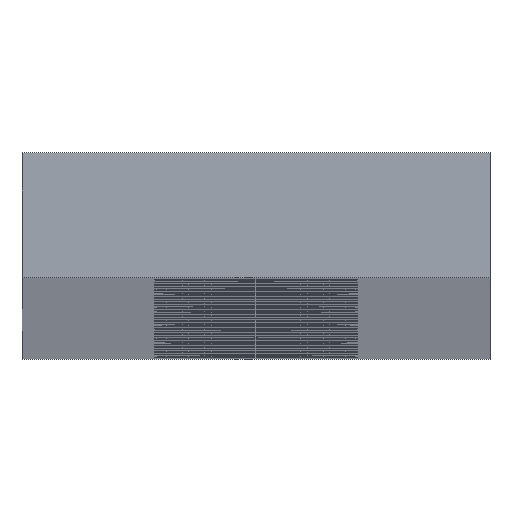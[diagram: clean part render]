
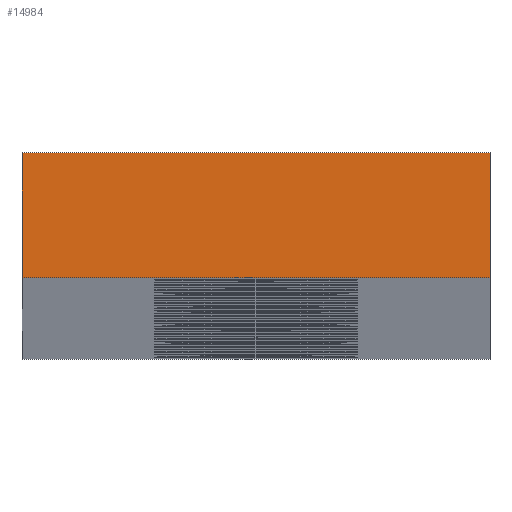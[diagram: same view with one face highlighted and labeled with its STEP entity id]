
A CAD part, top view. The second image highlights one B-rep face of the part: STEP entity #14984.
In plain terms, the highlighted planar face has unit normal (0, 0, 1).
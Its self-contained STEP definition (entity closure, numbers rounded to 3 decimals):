
#1315 = EDGE_CURVE ( 'NONE', #10765, #15478, #11697, .T. ) ;
#1497 = CARTESIAN_POINT ( 'NONE',  ( 15., -4., 1500. ) ) ;
#1625 = LINE ( 'NONE', #9835, #5545 ) ;
#1682 = CARTESIAN_POINT ( 'NONE',  ( -15., 4., 1500. ) ) ;
#1841 = VERTEX_POINT ( 'NONE', #6586 ) ;
#2109 = ORIENTED_EDGE ( 'NONE', *, *, #4752, .F. ) ;
#3089 = EDGE_CURVE ( 'NONE', #10727, #1841, #4112, .T. ) ;
#3240 = EDGE_LOOP ( 'NONE', ( #8974, #12069, #2109, #7050 ) ) ;
#3325 = AXIS2_PLACEMENT_3D ( 'NONE', #1682, #15275, #14213 ) ;
#3639 = DIRECTION ( 'NONE',  ( 0., -1., 0. ) ) ;
#4112 = LINE ( 'NONE', #4683, #13547 ) ;
#4683 = CARTESIAN_POINT ( 'NONE',  ( -15., 4., 1500. ) ) ;
#4752 = EDGE_CURVE ( 'NONE', #10727, #10765, #11856, .T. ) ;
#5116 = CARTESIAN_POINT ( 'NONE',  ( -15., 4., 1500. ) ) ;
#5545 = VECTOR ( 'NONE', #12304, 1000. ) ;
#5655 = CARTESIAN_POINT ( 'NONE',  ( -15., 4., 1500. ) ) ;
#5687 = VECTOR ( 'NONE', #10603, 1000. ) ;
#6335 = CARTESIAN_POINT ( 'NONE',  ( 15., 4., 1500. ) ) ;
#6586 = CARTESIAN_POINT ( 'NONE',  ( -15., -4., 1500. ) ) ;
#6594 = FACE_OUTER_BOUND ( 'NONE', #3240, .T. ) ;
#7050 = ORIENTED_EDGE ( 'NONE', *, *, #3089, .T. ) ;
#7097 = DIRECTION ( 'NONE',  ( 0., -1., 0. ) ) ;
#8444 = EDGE_CURVE ( 'NONE', #1841, #15478, #1625, .T. ) ;
#8974 = ORIENTED_EDGE ( 'NONE', *, *, #8444, .T. ) ;
#9572 = VECTOR ( 'NONE', #7097, 1000. ) ;
#9835 = CARTESIAN_POINT ( 'NONE',  ( -15., -4., 1500. ) ) ;
#10273 = PLANE ( 'NONE',  #3325 ) ;
#10603 = DIRECTION ( 'NONE',  ( 1., 0., 0. ) ) ;
#10727 = VERTEX_POINT ( 'NONE', #5116 ) ;
#10765 = VERTEX_POINT ( 'NONE', #13663 ) ;
#11697 = LINE ( 'NONE', #6335, #9572 ) ;
#11856 = LINE ( 'NONE', #5655, #5687 ) ;
#12069 = ORIENTED_EDGE ( 'NONE', *, *, #1315, .F. ) ;
#12304 = DIRECTION ( 'NONE',  ( 1., 0., 0. ) ) ;
#13547 = VECTOR ( 'NONE', #3639, 1000. ) ;
#13663 = CARTESIAN_POINT ( 'NONE',  ( 15., 4., 1500. ) ) ;
#14213 = DIRECTION ( 'NONE',  ( -1., 0., 0. ) ) ;
#14984 = ADVANCED_FACE ( 'NONE', ( #6594 ), #10273, .F. ) ;
#15275 = DIRECTION ( 'NONE',  ( 0., 0., -1. ) ) ;
#15478 = VERTEX_POINT ( 'NONE', #1497 ) ;
